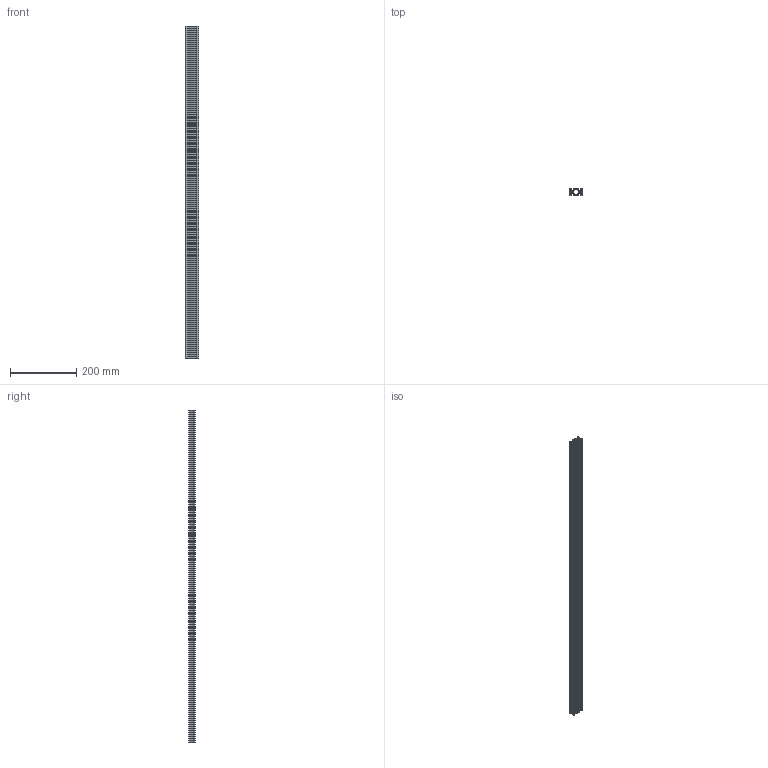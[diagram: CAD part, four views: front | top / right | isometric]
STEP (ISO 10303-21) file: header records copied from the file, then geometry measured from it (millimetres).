
FILE_DESCRIPTION (( 'STEP AP214' ), '1' );
FILE_NAME ('V224L Êîíñòðóêöèîííûé ïðîôèëü V20õ40L.STEP', '2019-02-28T12:31:59', ( 'Ïîëüçîâàòåëü Windows' ), ( '' ), 'SwSTEP 2.0', 'SolidWorks 2018', '' );
FILE_SCHEMA (( 'AUTOMOTIVE_DESIGN' ));
Length unit declared in the file: millimetre
Products named in the file (1): V224L Êîíñòðóêöèîííûé ïðîôèëü V20õ40L
Bounding box: 40 x 20 x 1000 mm (x, y, z)
Volume: 210424 mm3; surface area: 352401.6 mm2
Topology: 1 solids, 1 shells, 274 faces, 816 edges, 544 vertices
Faces by surface type: cylinder 154, plane 120
Entity records: 9370 total; most frequent: DIRECTION 1674, CARTESIAN_POINT 1635, ORIENTED_EDGE 1632, EDGE_CURVE 816, AXIS2_PLACEMENT_3D 583, VERTEX_POINT 544, VECTOR 508, LINE 508
